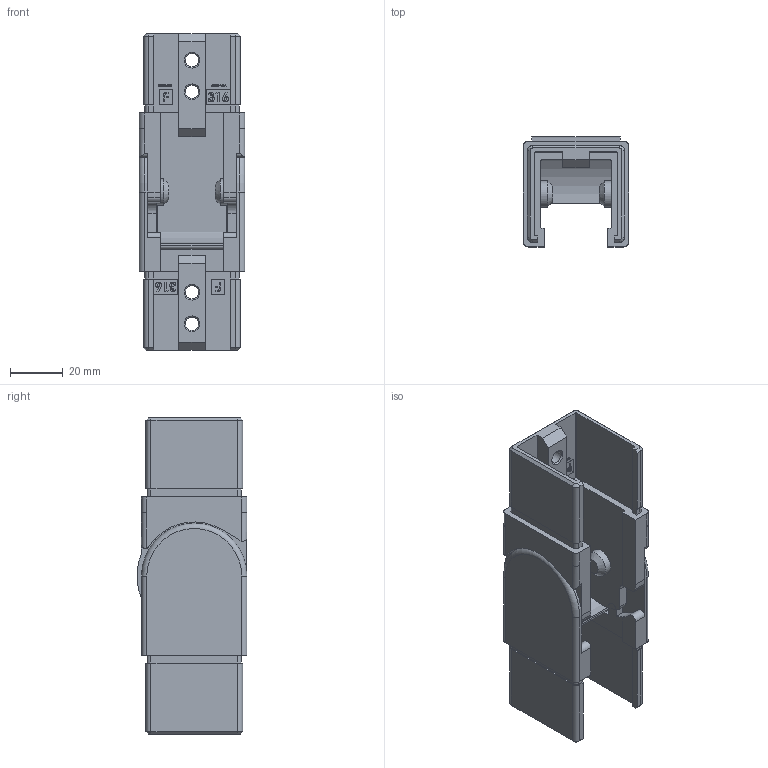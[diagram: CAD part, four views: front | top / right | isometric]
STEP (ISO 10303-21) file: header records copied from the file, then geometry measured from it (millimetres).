
FILE_DESCRIPTION (( 'STEP AP203' ), '1' );
FILE_NAME ('60341-V4A.STEP', '2020-04-29T07:08:35', ( '' ), ( '' ), 'SwSTEP 2.0', 'SolidWorks 2015', '' );
FILE_SCHEMA (( 'CONFIG_CONTROL_DESIGN' ));
Length unit declared in the file: millimetre
Products named in the file (6): 60341-V4A Teil2_60341-V4A Teil2; 60341-V4A Teil2; 60341-V4A; 60341-V4A Teil1; 60341-V4A Teil1_60341-V4A Teil1
Assembly tree (4 placements, depth 2):
  60341-V4A
    60341-V4A Teil2
    60341-V4A Teil1
  60341-V4A
    60341-V4A Teil1_60341-V4A Teil1
    60341-V4A Teil2_60341-V4A Teil2
Bounding box: 40 x 41.68 x 120 mm (x, y, z)
Volume: 61637.4 mm3; surface area: 36890.8 mm2
Topology: 2 solids, 2 shells, 577 faces, 1540 edges, 1010 vertices
Faces by surface type: plane 332, bspline 126, cylinder 99, cone 18, torus 2
Full cylindrical faces by diameter (mm): 5 x4, 10 x2, 10.1 x2
Entity records: 25348 total; most frequent: CARTESIAN_POINT 11165, ORIENTED_EDGE 3028, DIRECTION 2378, EDGE_CURVE 1514, VECTOR 1044, LINE 1044, VERTEX_POINT 1000, AXIS2_PLACEMENT_3D 667
